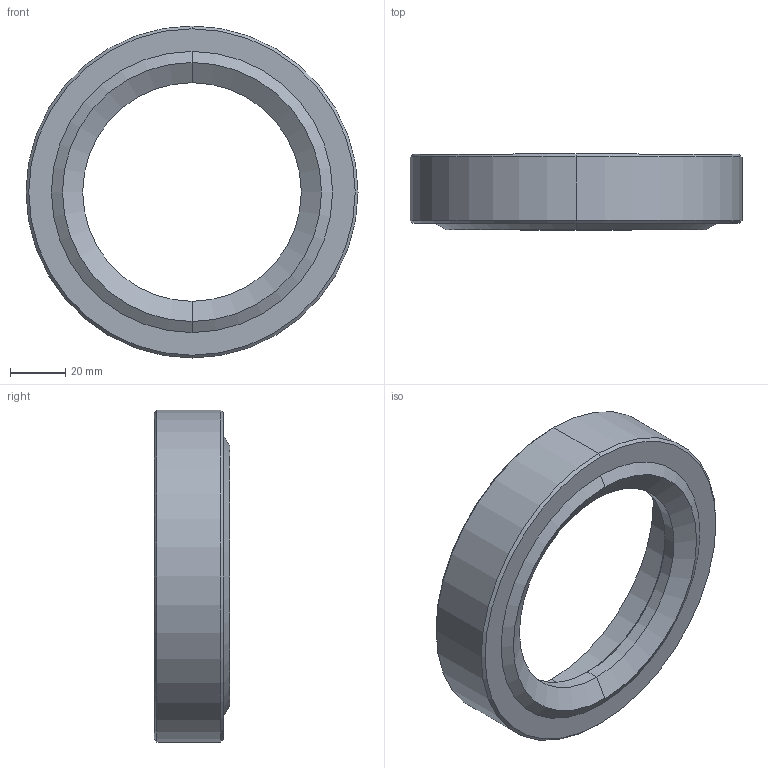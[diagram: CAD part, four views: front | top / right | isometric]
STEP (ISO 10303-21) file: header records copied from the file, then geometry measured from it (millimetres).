
FILE_DESCRIPTION (( 'STEP AP214' ), '1' );
FILE_NAME ('60902206_POSITION_3.STEP', '2022-11-23T12:52:54', ( '' ), ( '' ), 'SwSTEP 2.0', 'SolidWorks 2019', '' );
FILE_SCHEMA (( 'AUTOMOTIVE_DESIGN' ));
Length unit declared in the file: millimetre
Products named in the file (1): 60902206_POSITION_3
Bounding box: 120 x 27.3 x 120 mm (x, y, z)
Volume: 96040.7 mm3; surface area: 30633.2 mm2
Topology: 1 solids, 1 shells, 22 faces, 44 edges, 26 vertices
Faces by surface type: cone 10, cylinder 8, plane 4
Entity records: 612 total; most frequent: DIRECTION 116, CARTESIAN_POINT 93, ORIENTED_EDGE 88, AXIS2_PLACEMENT_3D 49, EDGE_CURVE 44, VERTEX_POINT 26, EDGE_LOOP 26, CIRCLE 26
